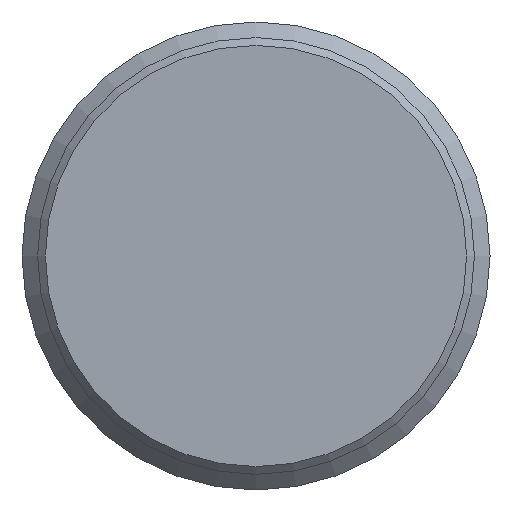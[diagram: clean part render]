
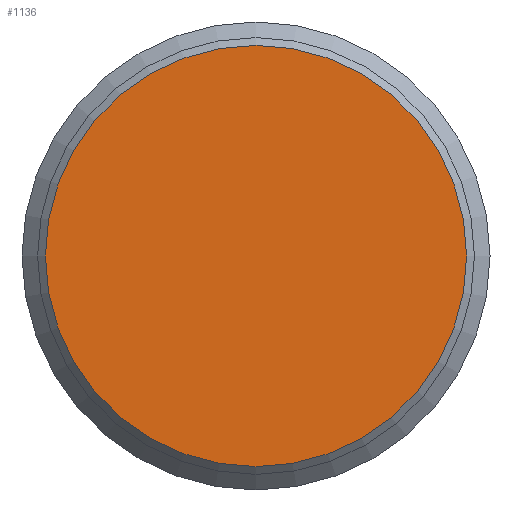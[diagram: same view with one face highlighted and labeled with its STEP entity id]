
A CAD part, front view. The second image highlights one B-rep face of the part: STEP entity #1136.
In plain terms, the highlighted planar face has unit normal (0, -1, 0).
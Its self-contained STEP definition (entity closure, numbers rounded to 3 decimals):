
#278=FACE_OUTER_BOUND('',#358,.T.);
#358=EDGE_LOOP('',(#940));
#419=CIRCLE('',#1272,13.5);
#514=VERTEX_POINT('',#2022);
#656=EDGE_CURVE('',#514,#514,#419,.T.);
#940=ORIENTED_EDGE('',*,*,#656,.F.);
#1011=PLANE('',#1278);
#1136=ADVANCED_FACE('',(#278),#1011,.T.);
#1272=AXIS2_PLACEMENT_3D('',#2023,#1572,#1573);
#1278=AXIS2_PLACEMENT_3D('',#2035,#1586,#1587);
#1572=DIRECTION('center_axis',(0.,1.,0.));
#1573=DIRECTION('ref_axis',(-1.,0.,0.));
#1586=DIRECTION('center_axis',(0.,-1.,0.));
#1587=DIRECTION('ref_axis',(0.,0.,-1.));
#2022=CARTESIAN_POINT('',(13.5,0.,0.));
#2023=CARTESIAN_POINT('Origin',(0.,0.,
0.));
#2035=CARTESIAN_POINT('Origin',(7.,0.,0.));
